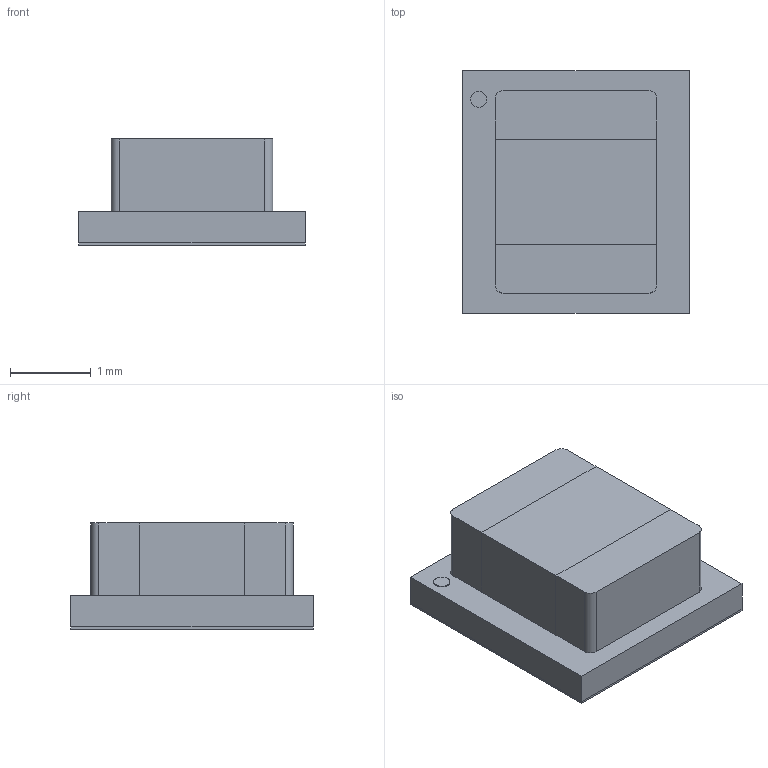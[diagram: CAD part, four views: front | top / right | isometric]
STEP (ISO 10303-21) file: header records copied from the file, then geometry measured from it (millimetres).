
FILE_DESCRIPTION(/* description */ (''),/* implementation_level */ '2;1');
FILE_NAME(/* name */ 'TPS82130.step',/* time_stamp */ '2020-03-09T20:55:54+01:00',/* author */ (''),/* organization */ (''),/* preprocessor_version */ 'ST-DEVELOPER v18',/* originating_system */ 'Autodesk Translation Framework v8.12.0.6',/* authorisation */ '');
FILE_SCHEMA (('AUTOMOTIVE_DESIGN { 1 0 10303 214 3 1 1 }'));
Length unit declared in the file: millimetre
Products named in the file (7): TPS82130; SOLDERMASK-SIP; METAL-SIL0008D; SUBSTRATE-SIP; INDUCTOR-DFE252010P_ASM; INDUCTOR-BODY-MLV; INDUCTOR-TERMNL-MLV
Assembly tree (7 placements, depth 3):
  TPS82130
    SOLDERMASK-SIP
    METAL-SIL0008D
    SUBSTRATE-SIP
    INDUCTOR-DFE252010P_ASM
      INDUCTOR-BODY-MLV
      INDUCTOR-TERMNL-MLV  x2
Bounding box: 2.8 x 3 x 1.31 mm (x, y, z)
Volume: 7.9 mm3; surface area: 66.5 mm2
Topology: 14 solids, 14 shells, 174 faces, 408 edges, 272 vertices
Faces by surface type: plane 169, cylinder 5
Full cylindrical faces by diameter (mm): 0.2 x1
Entity records: 4946 total; most frequent: CARTESIAN_POINT 830, ORIENTED_EDGE 780, DIRECTION 756, EDGE_CURVE 390, LINE 384, VECTOR 384, VERTEX_POINT 260, EDGE_LOOP 194
